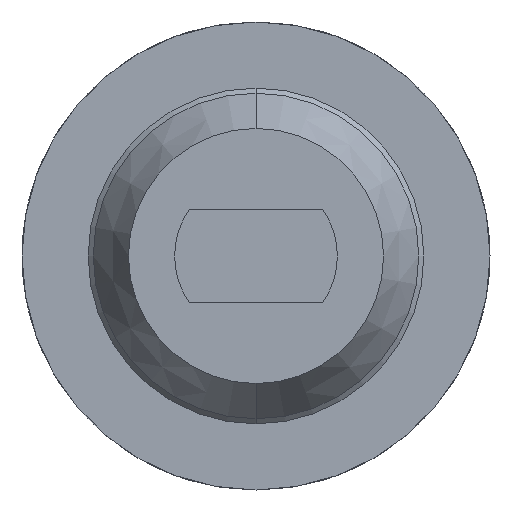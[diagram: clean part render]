
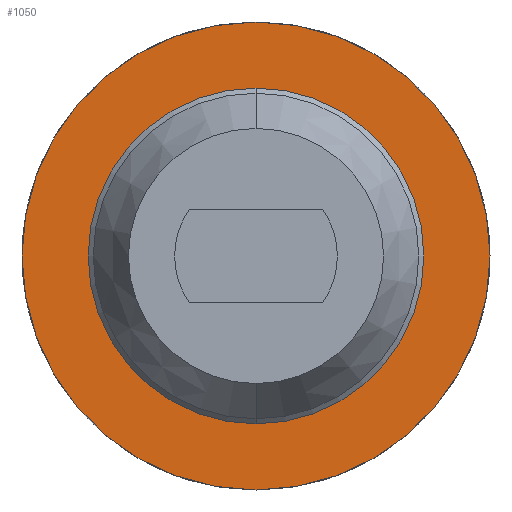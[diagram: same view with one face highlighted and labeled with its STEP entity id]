
A CAD part, front view. The second image highlights one B-rep face of the part: STEP entity #1050.
In plain terms, the highlighted planar face has unit normal (0, -1, 0).
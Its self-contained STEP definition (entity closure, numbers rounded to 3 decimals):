
#12 = CARTESIAN_POINT ( 'NONE',  ( 0.825, -1.7, 0. ) ) ;
#28 = DIRECTION ( 'NONE',  ( 0., 0., 1. ) ) ;
#102 = ORIENTED_EDGE ( 'NONE', *, *, #123, .F. ) ;
#123 = EDGE_CURVE ( 'Defeature ausgef�hrt2_17+Defeature ausgef�hrt2_20+Defeature ausgef�hrt2_20+Defeature ausgef�hrt2_20', #2584, #1997, #1959, .T. ) ;
#170 = ORIENTED_EDGE ( 'NONE', *, *, #706, .T. ) ;
#303 = AXIS2_PLACEMENT_3D ( 'NONE', #2411, #2051, #1688 ) ;
#495 = ORIENTED_EDGE ( 'NONE', *, *, #3847, .T. ) ;
#663 = EDGE_LOOP ( 'NONE', ( #495, #170 ) ) ;
#674 = CARTESIAN_POINT ( 'NONE',  ( 0., -1.7, 0. ) ) ;
#706 = EDGE_CURVE ( 'Defeature ausgef�hrt2_20+Defeature ausgef�hrt2_19+Defeature ausgef�hrt2_19+Defeature ausgef�hrt2_19', #3086, #4440, #708, .T. ) ;
#708 = CIRCLE ( 'NONE', #303, 0.825 ) ;
#778 = FACE_BOUND ( 'NONE', #663, .T. ) ;
#1050 = ADVANCED_FACE ( 'Defeature ausgef�hrt2_20', ( #3896, #778 ), #4753, .F. ) ;
#1077 = EDGE_LOOP ( 'NONE', ( #102, #2807 ) ) ;
#1647 = CARTESIAN_POINT ( 'NONE',  ( 0., -1.7, -1.15 ) ) ;
#1675 = CIRCLE ( 'NONE', #3532, 1.15 ) ;
#1688 = DIRECTION ( 'NONE',  ( 0., 0., 1. ) ) ;
#1959 = CIRCLE ( 'NONE', #4724, 1.15 ) ;
#1997 = VERTEX_POINT ( 'NONE', #1647 ) ;
#2051 = DIRECTION ( 'NONE',  ( 0., 1., 0. ) ) ;
#2165 = DIRECTION ( 'NONE',  ( 0., 1., 0. ) ) ;
#2411 = CARTESIAN_POINT ( 'NONE',  ( 0., -1.7, 0. ) ) ;
#2538 = DIRECTION ( 'NONE',  ( 0., 0., 1. ) ) ;
#2584 = VERTEX_POINT ( 'NONE', #3068 ) ;
#2673 = DIRECTION ( 'NONE',  ( 0., 1., 0. ) ) ;
#2737 = DIRECTION ( 'NONE',  ( 0., 1., 0. ) ) ;
#2807 = ORIENTED_EDGE ( 'NONE', *, *, #3631, .F. ) ;
#2997 = CARTESIAN_POINT ( 'NONE',  ( 0., -1.7, -0.825 ) ) ;
#3064 = CIRCLE ( 'NONE', #3097, 0.825 ) ;
#3068 = CARTESIAN_POINT ( 'NONE',  ( 0., -1.7, 1.15 ) ) ;
#3086 = VERTEX_POINT ( 'NONE', #2997 ) ;
#3097 = AXIS2_PLACEMENT_3D ( 'NONE', #674, #3291, #2538 ) ;
#3291 = DIRECTION ( 'NONE',  ( 0., 1., 0. ) ) ;
#3499 = AXIS2_PLACEMENT_3D ( 'NONE', #12, #2165, #28 ) ;
#3532 = AXIS2_PLACEMENT_3D ( 'NONE', #4204, #2737, #3826 ) ;
#3631 = EDGE_CURVE ( 'Defeature ausgef�hrt2_17+Defeature ausgef�hrt2_20+Defeature ausgef�hrt2_20+Defeature ausgef�hrt2_20', #1997, #2584, #1675, .T. ) ;
#3659 = CARTESIAN_POINT ( 'NONE',  ( 0., -1.7, 0.825 ) ) ;
#3744 = CARTESIAN_POINT ( 'NONE',  ( 0., -1.7, 0. ) ) ;
#3765 = DIRECTION ( 'NONE',  ( 0., 0., 1. ) ) ;
#3826 = DIRECTION ( 'NONE',  ( 0., 0., 1. ) ) ;
#3847 = EDGE_CURVE ( 'Defeature ausgef�hrt2_20+Defeature ausgef�hrt2_19+Defeature ausgef�hrt2_19+Defeature ausgef�hrt2_19', #4440, #3086, #3064, .T. ) ;
#3896 = FACE_OUTER_BOUND ( 'NONE', #1077, .T. ) ;
#4204 = CARTESIAN_POINT ( 'NONE',  ( 0., -1.7, 0. ) ) ;
#4440 = VERTEX_POINT ( 'NONE', #3659 ) ;
#4724 = AXIS2_PLACEMENT_3D ( 'NONE', #3744, #2673, #3765 ) ;
#4753 = PLANE ( 'NONE',  #3499 ) ;
